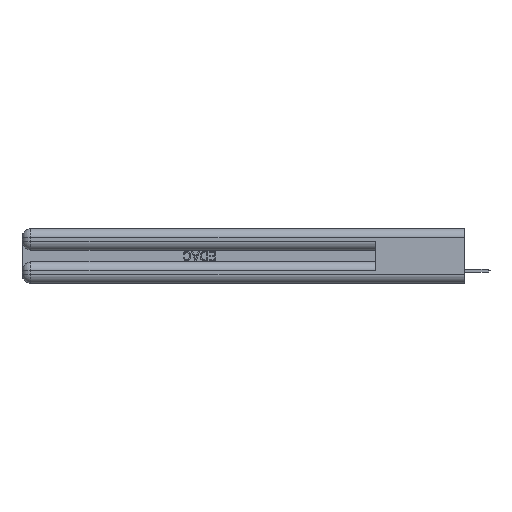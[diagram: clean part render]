
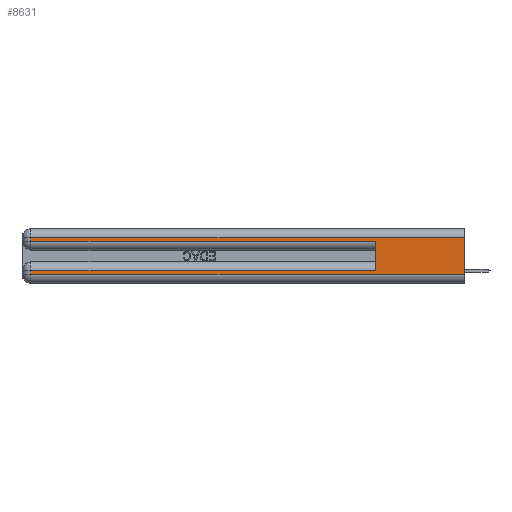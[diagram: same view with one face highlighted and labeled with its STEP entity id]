
A CAD part, left-side view. The second image highlights one B-rep face of the part: STEP entity #8631.
In plain terms, the highlighted planar face has unit normal (-1, 0, 0).
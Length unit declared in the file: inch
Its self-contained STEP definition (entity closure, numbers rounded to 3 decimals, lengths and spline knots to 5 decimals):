
#1096 = CARTESIAN_POINT ( 'NONE',  ( 0., 0., 0.085 ) ) ;
#1438 = DIRECTION ( 'NONE',  ( 0., 0., -1. ) ) ;
#1983 = ORIENTED_EDGE ( 'NONE', *, *, #33115, .T. ) ;
#3233 = DIRECTION ( 'NONE',  ( 0., -1., 0. ) ) ;
#3784 = VERTEX_POINT ( 'NONE', #12295 ) ;
#3850 = LINE ( 'NONE', #8806, #34484 ) ;
#5494 = CARTESIAN_POINT ( 'NONE',  ( 0., 2.94, 0.31 ) ) ;
#5865 = VECTOR ( 'NONE', #42540, 39.37008 ) ;
#7303 = VERTEX_POINT ( 'NONE', #14095 ) ;
#7332 = EDGE_CURVE ( 'NONE', #8392, #46232, #34786, .T. ) ;
#7967 = AXIS2_PLACEMENT_3D ( 'NONE', #40485, #16199, #16528 ) ;
#8388 = VERTEX_POINT ( 'NONE', #23090 ) ;
#8392 = VERTEX_POINT ( 'NONE', #11817 ) ;
#8631 = ADVANCED_FACE ( 'NONE', ( #18459 ), #12173, .F. ) ;
#8806 = CARTESIAN_POINT ( 'NONE',  ( 0., 0., 0.31 ) ) ;
#10406 = CARTESIAN_POINT ( 'NONE',  ( 0., 2.94, 0.37 ) ) ;
#11317 = ORIENTED_EDGE ( 'NONE', *, *, #44828, .T. ) ;
#11817 = CARTESIAN_POINT ( 'NONE',  ( 0., 2.94, 0.06 ) ) ;
#12137 = VECTOR ( 'NONE', #23218, 39.37008 ) ;
#12173 = PLANE ( 'NONE',  #7967 ) ;
#12295 = CARTESIAN_POINT ( 'NONE',  ( 0., 0.6, 0.085 ) ) ;
#12539 = ORIENTED_EDGE ( 'NONE', *, *, #37475, .F. ) ;
#13357 = VERTEX_POINT ( 'NONE', #5494 ) ;
#14095 = CARTESIAN_POINT ( 'NONE',  ( 0., 0.6, 0.285 ) ) ;
#14972 = CARTESIAN_POINT ( 'NONE',  ( 0., 0., 0.37 ) ) ;
#16199 = DIRECTION ( 'NONE',  ( 1., 0., 0. ) ) ;
#16528 = DIRECTION ( 'NONE',  ( 0., 0., -1. ) ) ;
#16603 = VERTEX_POINT ( 'NONE', #18174 ) ;
#16862 = DIRECTION ( 'NONE',  ( 0., 1., 0. ) ) ;
#17245 = ORIENTED_EDGE ( 'NONE', *, *, #19965, .T. ) ;
#18174 = CARTESIAN_POINT ( 'NONE',  ( 0., 2.94, 0.285 ) ) ;
#18459 = FACE_OUTER_BOUND ( 'NONE', #28155, .T. ) ;
#19605 = VERTEX_POINT ( 'NONE', #49706 ) ;
#19965 = EDGE_CURVE ( 'NONE', #19605, #8392, #20370, .T. ) ;
#20370 = LINE ( 'NONE', #38833, #29145 ) ;
#21369 = ORIENTED_EDGE ( 'NONE', *, *, #45955, .F. ) ;
#22410 = ORIENTED_EDGE ( 'NONE', *, *, #33508, .T. ) ;
#22853 = DIRECTION ( 'NONE',  ( 0., -1., 0. ) ) ;
#23090 = CARTESIAN_POINT ( 'NONE',  ( 0., 0., 0.31 ) ) ;
#23218 = DIRECTION ( 'NONE',  ( 0., 0., -1. ) ) ;
#23414 = VECTOR ( 'NONE', #44911, 39.37008 ) ;
#26066 = VECTOR ( 'NONE', #22853, 39.37008 ) ;
#27225 = LINE ( 'NONE', #1096, #23414 ) ;
#27239 = CARTESIAN_POINT ( 'NONE',  ( 0., 0., 0.06 ) ) ;
#28047 = DIRECTION ( 'NONE',  ( 0., 0., 1. ) ) ;
#28155 = EDGE_LOOP ( 'NONE', ( #12539, #11317, #1983, #41284, #21369, #22410, #17245, #51091 ) ) ;
#28425 = LINE ( 'NONE', #10406, #5865 ) ;
#28819 = VECTOR ( 'NONE', #28047, 39.37008 ) ;
#28916 = LINE ( 'NONE', #47040, #38244 ) ;
#29145 = VECTOR ( 'NONE', #1438, 39.37008 ) ;
#33115 = EDGE_CURVE ( 'NONE', #13357, #16603, #28425, .T. ) ;
#33508 = EDGE_CURVE ( 'NONE', #3784, #19605, #27225, .T. ) ;
#33976 = CARTESIAN_POINT ( 'NONE',  ( 0., 0., 0.06 ) ) ;
#34484 = VECTOR ( 'NONE', #16862, 39.37008 ) ;
#34786 = LINE ( 'NONE', #33976, #26066 ) ;
#37475 = EDGE_CURVE ( 'NONE', #8388, #46232, #43454, .T. ) ;
#38244 = VECTOR ( 'NONE', #3233, 39.37008 ) ;
#38833 = CARTESIAN_POINT ( 'NONE',  ( 0., 2.94, 0.37 ) ) ;
#39422 = LINE ( 'NONE', #39523, #28819 ) ;
#39523 = CARTESIAN_POINT ( 'NONE',  ( 0., 0.6, 0.145 ) ) ;
#39854 = EDGE_CURVE ( 'NONE', #16603, #7303, #28916, .T. ) ;
#40485 = CARTESIAN_POINT ( 'NONE',  ( 0., 0., 0.37 ) ) ;
#41284 = ORIENTED_EDGE ( 'NONE', *, *, #39854, .T. ) ;
#42540 = DIRECTION ( 'NONE',  ( 0., 0., -1. ) ) ;
#43454 = LINE ( 'NONE', #14972, #12137 ) ;
#44828 = EDGE_CURVE ( 'NONE', #8388, #13357, #3850, .T. ) ;
#44911 = DIRECTION ( 'NONE',  ( 0., 1., 0. ) ) ;
#45955 = EDGE_CURVE ( 'NONE', #3784, #7303, #39422, .T. ) ;
#46232 = VERTEX_POINT ( 'NONE', #27239 ) ;
#47040 = CARTESIAN_POINT ( 'NONE',  ( 0., 0., 0.285 ) ) ;
#49706 = CARTESIAN_POINT ( 'NONE',  ( 0., 2.94, 0.085 ) ) ;
#51091 = ORIENTED_EDGE ( 'NONE', *, *, #7332, .T. ) ;
